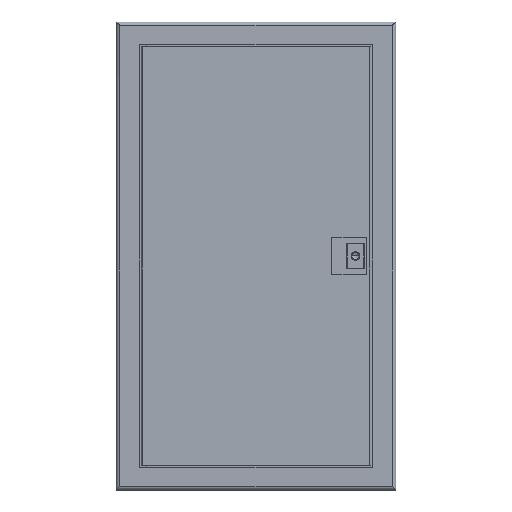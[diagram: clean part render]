
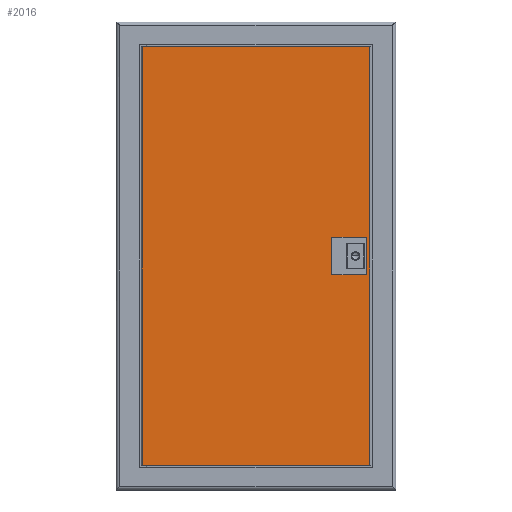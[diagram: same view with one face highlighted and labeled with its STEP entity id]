
A CAD part, top view. The second image highlights one B-rep face of the part: STEP entity #2016.
In plain terms, the highlighted planar face has unit normal (0, 0, 1).
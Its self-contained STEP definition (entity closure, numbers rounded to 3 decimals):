
#136 = VECTOR ( 'NONE', #927, 1000. ) ;
#272 = LINE ( 'NONE', #3492, #2253 ) ;
#893 = LINE ( 'NONE', #5343, #2848 ) ;
#927 = DIRECTION ( 'NONE',  ( -1., 0., 0. ) ) ;
#1137 = VERTEX_POINT ( 'NONE', #10295 ) ;
#1236 = CARTESIAN_POINT ( 'NONE',  ( 0., 0., 5.5 ) ) ;
#1552 = CARTESIAN_POINT ( 'NONE',  ( 146.5, 269., 5.5 ) ) ;
#1799 = CARTESIAN_POINT ( 'NONE',  ( -146.5, -269., 5.5 ) ) ;
#1996 = ORIENTED_EDGE ( 'NONE', *, *, #9576, .F. ) ;
#2016 = ADVANCED_FACE ( 'NONE', ( #5091, #9577 ), #7951, .T. ) ;
#2034 = DIRECTION ( 'NONE',  ( 0., -1., 0. ) ) ;
#2077 = DIRECTION ( 'NONE',  ( 1., 0., 0. ) ) ;
#2253 = VECTOR ( 'NONE', #6872, 1000. ) ;
#2546 = EDGE_LOOP ( 'NONE', ( #8586, #2874, #1996, #7021 ) ) ;
#2759 = CARTESIAN_POINT ( 'NONE',  ( 142.1, 24.15, 5.5 ) ) ;
#2848 = VECTOR ( 'NONE', #6200, 1000. ) ;
#2874 = ORIENTED_EDGE ( 'NONE', *, *, #4201, .F. ) ;
#2991 = VERTEX_POINT ( 'NONE', #7839 ) ;
#2998 = VERTEX_POINT ( 'NONE', #2759 ) ;
#3492 = CARTESIAN_POINT ( 'NONE',  ( 97.5, -24.15, 5.5 ) ) ;
#3644 = LINE ( 'NONE', #10202, #10378 ) ;
#3654 = LINE ( 'NONE', #6283, #5616 ) ;
#3866 = EDGE_CURVE ( 'NONE', #5461, #2998, #893, .T. ) ;
#4124 = EDGE_CURVE ( 'NONE', #8759, #9544, #8655, .T. ) ;
#4183 = VECTOR ( 'NONE', #9524, 1000. ) ;
#4201 = EDGE_CURVE ( 'NONE', #2991, #1137, #3654, .T. ) ;
#4611 = EDGE_CURVE ( 'NONE', #9160, #10486, #3644, .T. ) ;
#4646 = LINE ( 'NONE', #9369, #136 ) ;
#4762 = DIRECTION ( 'NONE',  ( 0., -1., 0. ) ) ;
#4862 = ORIENTED_EDGE ( 'NONE', *, *, #10328, .T. ) ;
#4890 = VECTOR ( 'NONE', #9776, 1000. ) ;
#5091 = FACE_OUTER_BOUND ( 'NONE', #8235, .T. ) ;
#5124 = ORIENTED_EDGE ( 'NONE', *, *, #9844, .T. ) ;
#5134 = DIRECTION ( 'NONE',  ( -1., 0., 0. ) ) ;
#5343 = CARTESIAN_POINT ( 'NONE',  ( 142.1, 24.15, 5.5 ) ) ;
#5461 = VERTEX_POINT ( 'NONE', #9237 ) ;
#5590 = CARTESIAN_POINT ( 'NONE',  ( -146.5, 0., 5.5 ) ) ;
#5616 = VECTOR ( 'NONE', #2034, 1000. ) ;
#5916 = ORIENTED_EDGE ( 'NONE', *, *, #4611, .T. ) ;
#5937 = LINE ( 'NONE', #5590, #9921 ) ;
#6200 = DIRECTION ( 'NONE',  ( 0., 1., 0. ) ) ;
#6283 = CARTESIAN_POINT ( 'NONE',  ( 97.5, 24.15, 5.5 ) ) ;
#6823 = CARTESIAN_POINT ( 'NONE',  ( 146.5, -269., 5.5 ) ) ;
#6872 = DIRECTION ( 'NONE',  ( 1., 0., 0. ) ) ;
#7021 = ORIENTED_EDGE ( 'NONE', *, *, #3866, .F. ) ;
#7128 = DIRECTION ( 'NONE',  ( 0., 0., 1. ) ) ;
#7264 = ORIENTED_EDGE ( 'NONE', *, *, #4124, .T. ) ;
#7839 = CARTESIAN_POINT ( 'NONE',  ( 97.5, 24.15, 5.5 ) ) ;
#7951 = PLANE ( 'NONE',  #10268 ) ;
#8076 = CARTESIAN_POINT ( 'NONE',  ( 146.5, 0., 5.5 ) ) ;
#8235 = EDGE_LOOP ( 'NONE', ( #4862, #5916, #5124, #7264 ) ) ;
#8293 = CARTESIAN_POINT ( 'NONE',  ( -146.5, 269., 5.5 ) ) ;
#8586 = ORIENTED_EDGE ( 'NONE', *, *, #9357, .F. ) ;
#8655 = LINE ( 'NONE', #10389, #4183 ) ;
#8759 = VERTEX_POINT ( 'NONE', #1799 ) ;
#9160 = VERTEX_POINT ( 'NONE', #1552 ) ;
#9237 = CARTESIAN_POINT ( 'NONE',  ( 142.1, -24.15, 5.5 ) ) ;
#9357 = EDGE_CURVE ( 'NONE', #1137, #5461, #272, .T. ) ;
#9369 = CARTESIAN_POINT ( 'NONE',  ( 97.5, 24.15, 5.5 ) ) ;
#9524 = DIRECTION ( 'NONE',  ( 1., 0., 0. ) ) ;
#9544 = VERTEX_POINT ( 'NONE', #6823 ) ;
#9576 = EDGE_CURVE ( 'NONE', #2998, #2991, #4646, .T. ) ;
#9577 = FACE_BOUND ( 'NONE', #2546, .T. ) ;
#9776 = DIRECTION ( 'NONE',  ( 0., 1., 0. ) ) ;
#9844 = EDGE_CURVE ( 'NONE', #10486, #8759, #5937, .T. ) ;
#9921 = VECTOR ( 'NONE', #4762, 1000. ) ;
#10183 = LINE ( 'NONE', #8076, #4890 ) ;
#10202 = CARTESIAN_POINT ( 'NONE',  ( 0., 269., 5.5 ) ) ;
#10268 = AXIS2_PLACEMENT_3D ( 'NONE', #1236, #7128, #2077 ) ;
#10295 = CARTESIAN_POINT ( 'NONE',  ( 97.5, -24.15, 5.5 ) ) ;
#10328 = EDGE_CURVE ( 'NONE', #9544, #9160, #10183, .T. ) ;
#10378 = VECTOR ( 'NONE', #5134, 1000. ) ;
#10389 = CARTESIAN_POINT ( 'NONE',  ( 0., -269., 5.5 ) ) ;
#10486 = VERTEX_POINT ( 'NONE', #8293 ) ;
